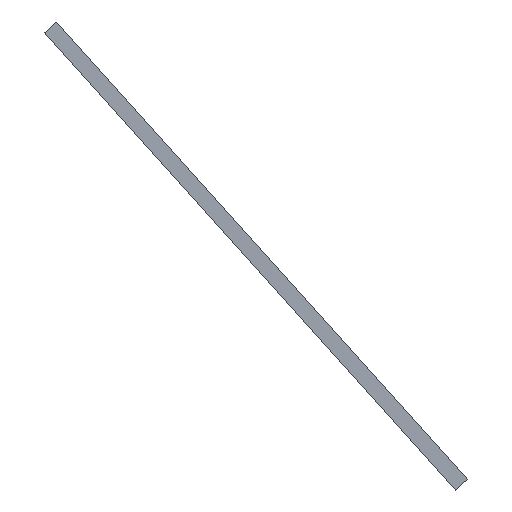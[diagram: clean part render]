
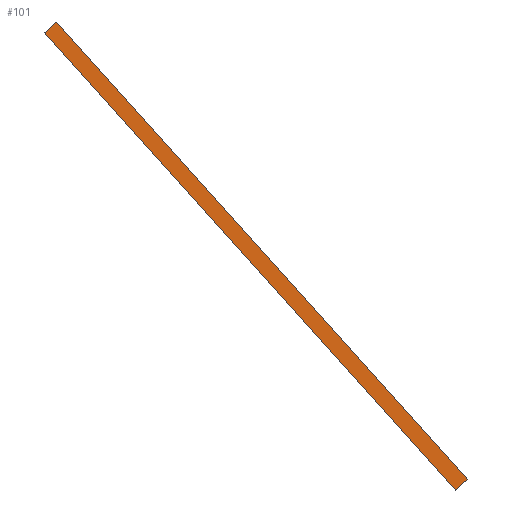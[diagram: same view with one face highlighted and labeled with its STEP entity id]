
A CAD part, top view. The second image highlights one B-rep face of the part: STEP entity #101.
In plain terms, the highlighted planar face has unit normal (0, 0, 1).
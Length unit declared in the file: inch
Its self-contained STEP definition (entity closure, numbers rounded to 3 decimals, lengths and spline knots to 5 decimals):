
#17=PLANE('',#125);
#23=FACE_OUTER_BOUND('',#29,.T.);
#29=EDGE_LOOP('',(#87,#88,#89,#90));
#35=LINE('',#172,#43);
#38=LINE('',#181,#46);
#43=VECTOR('',#141,0.3937);
#46=VECTOR('',#152,0.3937);
#48=CIRCLE('',#119,155.70989);
#50=CIRCLE('',#123,82.);
#53=VERTEX_POINT('',#162);
#54=VERTEX_POINT('',#164);
#56=VERTEX_POINT('',#170);
#58=VERTEX_POINT('',#176);
#61=EDGE_CURVE('',#54,#53,#48,.T.);
#65=EDGE_CURVE('',#53,#56,#35,.T.);
#68=EDGE_CURVE('',#56,#58,#50,.T.);
#70=EDGE_CURVE('',#58,#54,#38,.T.);
#87=ORIENTED_EDGE('',*,*,#61,.T.);
#88=ORIENTED_EDGE('',*,*,#65,.T.);
#89=ORIENTED_EDGE('',*,*,#68,.T.);
#90=ORIENTED_EDGE('',*,*,#70,.T.);
#101=ADVANCED_FACE('',(#23),#17,.F.);
#119=AXIS2_PLACEMENT_3D('',#165,#134,#135);
#123=AXIS2_PLACEMENT_3D('',#178,#147,#148);
#125=AXIS2_PLACEMENT_3D('',#182,#153,#154);
#134=DIRECTION('center_axis',(0.,0.,1.));
#135=DIRECTION('ref_axis',(0.,1.,0.));
#141=DIRECTION('',(0.669,-0.744,0.));
#147=DIRECTION('center_axis',(0.,0.,-1.));
#148=DIRECTION('ref_axis',(0.,1.,0.));
#152=DIRECTION('',(-0.669,0.744,0.));
#153=DIRECTION('center_axis',(0.,0.,-1.));
#154=DIRECTION('ref_axis',(-1.,0.,0.));
#162=CARTESIAN_POINT('',(-381.67474,201.47381,-52.137));
#164=CARTESIAN_POINT('',(-380.16245,202.78315,-52.137));
#165=CARTESIAN_POINT('Origin',(-279.,84.412,-52.137));
#170=CARTESIAN_POINT('',(-332.39037,146.64919,-52.137));
#172=CARTESIAN_POINT('',(-344.6783,160.31846,-52.137));
#176=CARTESIAN_POINT('',(-330.85565,147.93358,-52.137));
#178=CARTESIAN_POINT('Origin',(-279.,84.412,-52.137));
#181=CARTESIAN_POINT('',(-367.78584,189.01524,-52.137));
#182=CARTESIAN_POINT('Origin',(-355.08345,175.68024,-52.137));
